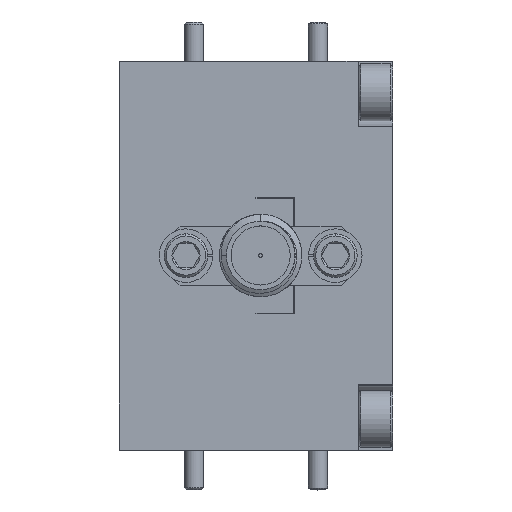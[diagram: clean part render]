
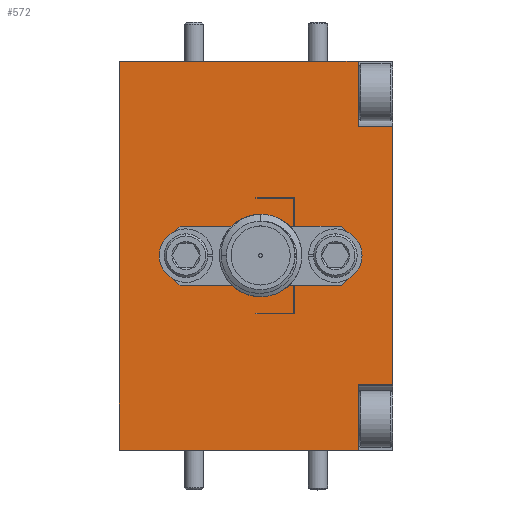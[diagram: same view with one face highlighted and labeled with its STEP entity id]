
A CAD part, top view. The second image highlights one B-rep face of the part: STEP entity #572.
In plain terms, the highlighted planar face has unit normal (0, 0, 1).
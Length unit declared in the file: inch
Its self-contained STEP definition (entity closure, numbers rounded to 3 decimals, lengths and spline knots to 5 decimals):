
#88 = EDGE_LOOP ( 'NONE', ( #22772, #6719, #22504, #1925, #3257, #4206, #23908, #26397 ) ) ;
#138 = LINE ( 'NONE', #15162, #21271 ) ;
#572 = ADVANCED_FACE ( 'NONE', ( #7497, #27043, #26742 ), #12327, .F. ) ;
#767 = CARTESIAN_POINT ( 'NONE',  ( 1.05133, 1.35456, 2.57493 ) ) ;
#787 = ORIENTED_EDGE ( 'NONE', *, *, #27333, .F. ) ;
#888 = DIRECTION ( 'NONE',  ( -1., 0., 0. ) ) ;
#908 = VERTEX_POINT ( 'NONE', #17955 ) ;
#1033 = DIRECTION ( 'NONE',  ( 0., -1., 0. ) ) ;
#1044 = VERTEX_POINT ( 'NONE', #5460 ) ;
#1163 = LINE ( 'NONE', #9544, #18897 ) ;
#1236 = VERTEX_POINT ( 'NONE', #4430 ) ;
#1248 = EDGE_LOOP ( 'NONE', ( #5181, #787, #7569, #6382, #26345, #19984, #26964, #10561 ) ) ;
#1316 = CARTESIAN_POINT ( 'NONE',  ( 1.36833, 0.54306, 2.57493 ) ) ;
#1622 = ORIENTED_EDGE ( 'NONE', *, *, #21242, .T. ) ;
#1841 = VERTEX_POINT ( 'NONE', #24430 ) ;
#1925 = ORIENTED_EDGE ( 'NONE', *, *, #12596, .F. ) ;
#2309 = VERTEX_POINT ( 'NONE', #21430 ) ;
#2331 = DIRECTION ( 'NONE',  ( 0., 1., 0. ) ) ;
#2464 = VERTEX_POINT ( 'NONE', #25277 ) ;
#2962 = CARTESIAN_POINT ( 'NONE',  ( 1.05033, 0.98306, 2.57493 ) ) ;
#3257 = ORIENTED_EDGE ( 'NONE', *, *, #18245, .F. ) ;
#3820 = VECTOR ( 'NONE', #1033, 39.37008 ) ;
#4206 = ORIENTED_EDGE ( 'NONE', *, *, #14312, .T. ) ;
#4244 = EDGE_CURVE ( 'NONE', #1841, #21182, #23256, .T. ) ;
#4430 = CARTESIAN_POINT ( 'NONE',  ( 1.05033, 1.35306, 2.57493 ) ) ;
#4593 = AXIS2_PLACEMENT_3D ( 'NONE', #12374, #9492, #5498 ) ;
#4616 = VECTOR ( 'NONE', #13337, 39.37008 ) ;
#4639 = DIRECTION ( 'NONE',  ( -1., 0., 0. ) ) ;
#4790 = CARTESIAN_POINT ( 'NONE',  ( 1.25633, 0.54306, 2.57493 ) ) ;
#4962 = CARTESIAN_POINT ( 'NONE',  ( 0.48833, 0.54306, 2.57493 ) ) ;
#5134 = CARTESIAN_POINT ( 'NONE',  ( 0.48833, 0.54306, 2.57493 ) ) ;
#5181 = ORIENTED_EDGE ( 'NONE', *, *, #4244, .F. ) ;
#5276 = DIRECTION ( 'NONE',  ( 1., 0., 0. ) ) ;
#5460 = CARTESIAN_POINT ( 'NONE',  ( 1.25633, 1.79306, 2.57493 ) ) ;
#5498 = DIRECTION ( 'NONE',  ( 1., 0., 0. ) ) ;
#5515 = VERTEX_POINT ( 'NONE', #10258 ) ;
#5578 = DIRECTION ( 'NONE',  ( 0., 1., 0. ) ) ;
#5950 = EDGE_CURVE ( 'NONE', #2309, #11617, #7661, .T. ) ;
#6246 = LINE ( 'NONE', #8008, #23934 ) ;
#6382 = ORIENTED_EDGE ( 'NONE', *, *, #15658, .T. ) ;
#6719 = ORIENTED_EDGE ( 'NONE', *, *, #25386, .T. ) ;
#7245 = CARTESIAN_POINT ( 'NONE',  ( 0.86833, 1.16806, 2.57493 ) ) ;
#7470 = EDGE_CURVE ( 'NONE', #2464, #7581, #7745, .T. ) ;
#7497 = FACE_BOUND ( 'NONE', #1248, .T. ) ;
#7569 = ORIENTED_EDGE ( 'NONE', *, *, #24048, .T. ) ;
#7581 = VERTEX_POINT ( 'NONE', #10107 ) ;
#7661 = CIRCLE ( 'NONE', #24476, 0.075 ) ;
#7676 = CARTESIAN_POINT ( 'NONE',  ( 1.36833, 0.54306, 2.57493 ) ) ;
#7745 = LINE ( 'NONE', #22024, #22385 ) ;
#7897 = VERTEX_POINT ( 'NONE', #24886 ) ;
#8008 = CARTESIAN_POINT ( 'NONE',  ( 0.9602, 1.58366, 2.57493 ) ) ;
#8224 = VERTEX_POINT ( 'NONE', #24263 ) ;
#9225 = DIRECTION ( 'NONE',  ( 0., 0., -1. ) ) ;
#9492 = DIRECTION ( 'NONE',  ( 0., 0., -1. ) ) ;
#9544 = CARTESIAN_POINT ( 'NONE',  ( 1.05033, 1.35306, 2.57493 ) ) ;
#9827 = DIRECTION ( 'NONE',  ( -1., 0., 0. ) ) ;
#10107 = CARTESIAN_POINT ( 'NONE',  ( 1.36833, 0.75246, 2.57493 ) ) ;
#10258 = CARTESIAN_POINT ( 'NONE',  ( 0.48833, 1.79306, 2.57493 ) ) ;
#10561 = ORIENTED_EDGE ( 'NONE', *, *, #27013, .T. ) ;
#10625 = CARTESIAN_POINT ( 'NONE',  ( 1.05033, 0.98306, 2.57493 ) ) ;
#11231 = CARTESIAN_POINT ( 'NONE',  ( 1.25633, 0.54306, 2.57493 ) ) ;
#11617 = VERTEX_POINT ( 'NONE', #7245 ) ;
#11781 = EDGE_CURVE ( 'NONE', #5515, #23739, #17564, .T. ) ;
#11979 = VECTOR ( 'NONE', #24988, 39.37008 ) ;
#12327 = PLANE ( 'NONE',  #21255 ) ;
#12374 = CARTESIAN_POINT ( 'NONE',  ( 0.94333, 1.16806, 2.57493 ) ) ;
#12592 = DIRECTION ( 'NONE',  ( 0., -1., 0. ) ) ;
#12596 = EDGE_CURVE ( 'NONE', #26510, #7581, #13621, .T. ) ;
#12849 = VERTEX_POINT ( 'NONE', #2962 ) ;
#13212 = LINE ( 'NONE', #10625, #24649 ) ;
#13337 = DIRECTION ( 'NONE',  ( -1., 0., 0. ) ) ;
#13418 = LINE ( 'NONE', #15648, #22590 ) ;
#13621 = LINE ( 'NONE', #26526, #24057 ) ;
#13766 = VECTOR ( 'NONE', #5578, 39.37008 ) ;
#13985 = DIRECTION ( 'NONE',  ( 0., 0., -1. ) ) ;
#14284 = EDGE_CURVE ( 'NONE', #12849, #7897, #13212, .T. ) ;
#14312 = EDGE_CURVE ( 'NONE', #18127, #1044, #19178, .T. ) ;
#15162 = CARTESIAN_POINT ( 'NONE',  ( 0.92833, 0.54306, 2.57493 ) ) ;
#15402 = LINE ( 'NONE', #25653, #27005 ) ;
#15470 = CARTESIAN_POINT ( 'NONE',  ( 1.05033, 1.35306, 2.57493 ) ) ;
#15509 = LINE ( 'NONE', #19655, #18371 ) ;
#15542 = EDGE_LOOP ( 'NONE', ( #1622, #20586 ) ) ;
#15546 = CARTESIAN_POINT ( 'NONE',  ( 1.05133, 0.98156, 2.57493 ) ) ;
#15648 = CARTESIAN_POINT ( 'NONE',  ( 1.05133, 1.35456, 2.57493 ) ) ;
#15658 = EDGE_CURVE ( 'NONE', #25289, #8224, #15509, .T. ) ;
#15926 = DIRECTION ( 'NONE',  ( 0., -1., 0. ) ) ;
#16506 = LINE ( 'NONE', #7676, #11979 ) ;
#16586 = EDGE_CURVE ( 'NONE', #1236, #12849, #1163, .T. ) ;
#16722 = VECTOR ( 'NONE', #12592, 39.37008 ) ;
#17364 = DIRECTION ( 'NONE',  ( -1., 0., 0. ) ) ;
#17564 = LINE ( 'NONE', #5134, #3820 ) ;
#17886 = DIRECTION ( 'NONE',  ( 0., -1., 0. ) ) ;
#17955 = CARTESIAN_POINT ( 'NONE',  ( 1.25633, 0.54306, 2.57493 ) ) ;
#18127 = VERTEX_POINT ( 'NONE', #20486 ) ;
#18245 = EDGE_CURVE ( 'NONE', #18127, #26510, #6246, .T. ) ;
#18371 = VECTOR ( 'NONE', #888, 39.37008 ) ;
#18478 = EDGE_CURVE ( 'NONE', #1044, #5515, #15402, .T. ) ;
#18897 = VECTOR ( 'NONE', #15926, 39.37008 ) ;
#19178 = LINE ( 'NONE', #4790, #26441 ) ;
#19427 = EDGE_CURVE ( 'NONE', #908, #23739, #16506, .T. ) ;
#19655 = CARTESIAN_POINT ( 'NONE',  ( 1.05133, 0.98156, 2.57493 ) ) ;
#19757 = CARTESIAN_POINT ( 'NONE',  ( 0.92833, 1.35306, 2.57493 ) ) ;
#19984 = ORIENTED_EDGE ( 'NONE', *, *, #14284, .F. ) ;
#20298 = CARTESIAN_POINT ( 'NONE',  ( 0.94333, 1.16806, 2.57493 ) ) ;
#20486 = CARTESIAN_POINT ( 'NONE',  ( 1.25633, 1.58366, 2.57493 ) ) ;
#20543 = CIRCLE ( 'NONE', #4593, 0.075 ) ;
#20586 = ORIENTED_EDGE ( 'NONE', *, *, #5950, .T. ) ;
#21151 = DIRECTION ( 'NONE',  ( 0., -1., 0. ) ) ;
#21182 = VERTEX_POINT ( 'NONE', #19757 ) ;
#21242 = EDGE_CURVE ( 'NONE', #11617, #2309, #20543, .T. ) ;
#21255 = AXIS2_PLACEMENT_3D ( 'NONE', #1316, #13985, #9827 ) ;
#21271 = VECTOR ( 'NONE', #21151, 39.37008 ) ;
#21430 = CARTESIAN_POINT ( 'NONE',  ( 1.01833, 1.16806, 2.57493 ) ) ;
#22024 = CARTESIAN_POINT ( 'NONE',  ( 0.9602, 0.75246, 2.57493 ) ) ;
#22112 = LINE ( 'NONE', #15470, #24941 ) ;
#22385 = VECTOR ( 'NONE', #5276, 39.37008 ) ;
#22435 = CARTESIAN_POINT ( 'NONE',  ( 1.36833, 1.58366, 2.57493 ) ) ;
#22504 = ORIENTED_EDGE ( 'NONE', *, *, #7470, .T. ) ;
#22590 = VECTOR ( 'NONE', #25888, 39.37008 ) ;
#22772 = ORIENTED_EDGE ( 'NONE', *, *, #19427, .F. ) ;
#22810 = VERTEX_POINT ( 'NONE', #767 ) ;
#23256 = LINE ( 'NONE', #23397, #16722 ) ;
#23397 = CARTESIAN_POINT ( 'NONE',  ( 0.92833, 0.54306, 2.57493 ) ) ;
#23603 = CARTESIAN_POINT ( 'NONE',  ( 1.05133, 1.35456, 2.57493 ) ) ;
#23739 = VERTEX_POINT ( 'NONE', #4962 ) ;
#23908 = ORIENTED_EDGE ( 'NONE', *, *, #18478, .T. ) ;
#23934 = VECTOR ( 'NONE', #24906, 39.37008 ) ;
#24002 = DIRECTION ( 'NONE',  ( -1., 0., 0. ) ) ;
#24048 = EDGE_CURVE ( 'NONE', #22810, #25289, #13418, .T. ) ;
#24057 = VECTOR ( 'NONE', #17886, 39.37008 ) ;
#24172 = EDGE_CURVE ( 'NONE', #7897, #8224, #138, .T. ) ;
#24263 = CARTESIAN_POINT ( 'NONE',  ( 0.92833, 0.98156, 2.57493 ) ) ;
#24430 = CARTESIAN_POINT ( 'NONE',  ( 0.92833, 1.35456, 2.57493 ) ) ;
#24476 = AXIS2_PLACEMENT_3D ( 'NONE', #20298, #9225, #25987 ) ;
#24544 = LINE ( 'NONE', #11231, #13766 ) ;
#24649 = VECTOR ( 'NONE', #4639, 39.37008 ) ;
#24886 = CARTESIAN_POINT ( 'NONE',  ( 0.92833, 0.98306, 2.57493 ) ) ;
#24906 = DIRECTION ( 'NONE',  ( 1., 0., 0. ) ) ;
#24941 = VECTOR ( 'NONE', #17364, 39.37008 ) ;
#24988 = DIRECTION ( 'NONE',  ( -1., 0., 0. ) ) ;
#25277 = CARTESIAN_POINT ( 'NONE',  ( 1.25633, 0.75246, 2.57493 ) ) ;
#25289 = VERTEX_POINT ( 'NONE', #15546 ) ;
#25386 = EDGE_CURVE ( 'NONE', #908, #2464, #24544, .T. ) ;
#25653 = CARTESIAN_POINT ( 'NONE',  ( 1.36833, 1.79306, 2.57493 ) ) ;
#25676 = LINE ( 'NONE', #23603, #4616 ) ;
#25888 = DIRECTION ( 'NONE',  ( 0., -1., 0. ) ) ;
#25987 = DIRECTION ( 'NONE',  ( 1., 0., 0. ) ) ;
#26345 = ORIENTED_EDGE ( 'NONE', *, *, #24172, .F. ) ;
#26397 = ORIENTED_EDGE ( 'NONE', *, *, #11781, .T. ) ;
#26441 = VECTOR ( 'NONE', #2331, 39.37008 ) ;
#26510 = VERTEX_POINT ( 'NONE', #22435 ) ;
#26526 = CARTESIAN_POINT ( 'NONE',  ( 1.36833, 0.54306, 2.57493 ) ) ;
#26742 = FACE_BOUND ( 'NONE', #15542, .T. ) ;
#26964 = ORIENTED_EDGE ( 'NONE', *, *, #16586, .F. ) ;
#27005 = VECTOR ( 'NONE', #24002, 39.37008 ) ;
#27013 = EDGE_CURVE ( 'NONE', #1236, #21182, #22112, .T. ) ;
#27043 = FACE_OUTER_BOUND ( 'NONE', #88, .T. ) ;
#27333 = EDGE_CURVE ( 'NONE', #22810, #1841, #25676, .T. ) ;
